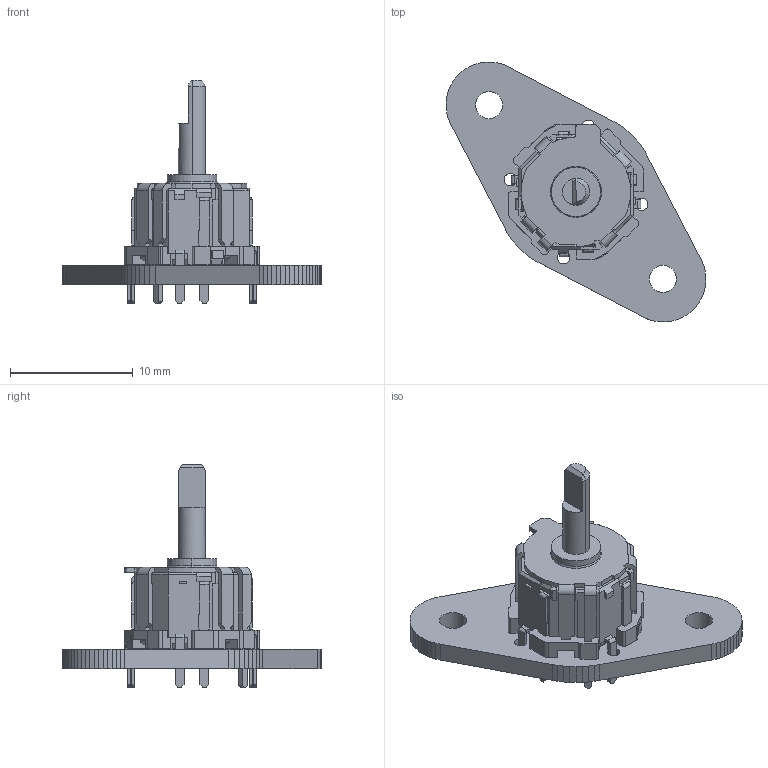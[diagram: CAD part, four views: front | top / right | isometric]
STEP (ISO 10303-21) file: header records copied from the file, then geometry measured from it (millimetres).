
FILE_DESCRIPTION(('KiCad electronic assembly'),'2;1');
FILE_NAME('RKJXM1015004_Angled.step','2023-06-21T19:26:04',('Pcbnew'),( 'Kicad'),'Open CASCADE STEP processor 7.6','KiCad to STEP converter' ,'Unknown');
FILE_SCHEMA(('AUTOMOTIVE_DESIGN { 1 0 10303 214 1 1 1 1 }'));
Length unit declared in the file: millimetre
Products named in the file (4): RKJXM1015004_Angled 1; RKJXM1015004; SOLID; _autosave-RKJXM1015004_Angled PCB
Assembly tree (3 placements, depth 3):
  RKJXM1015004_Angled 1
    RKJXM1015004
      SOLID
    _autosave-RKJXM1015004_Angled PCB
Bounding box: 21.13 x 21.13 x 18.2 mm (x, y, z)
Volume: 897 mm3; surface area: 1224.8 mm2
Topology: 2 solids, 2 shells, 593 faces, 1626 edges, 1051 vertices
Faces by surface type: plane 510, cylinder 72, cone 5, bspline 4, revolution 2
Full cylindrical faces by diameter (mm): 1 x9, 1.1 x1, 2.2 x2
Entity records: 43919 total; most frequent: CARTESIAN_POINT 7584, DIRECTION 6088, LINE 4517, VECTOR 4517, ORIENTED_EDGE 3252, PCURVE 3252, DEFINITIONAL_REPRESENTATION 3252, EDGE_CURVE 1626
